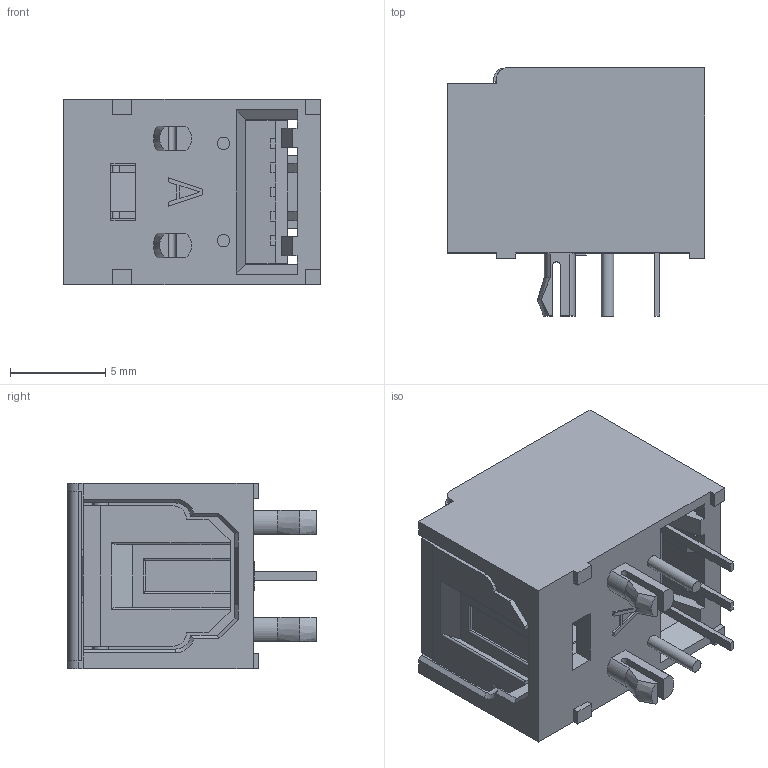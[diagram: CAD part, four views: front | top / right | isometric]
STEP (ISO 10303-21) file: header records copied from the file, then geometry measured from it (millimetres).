
FILE_DESCRIPTION(/* description */ (''),/* implementation_level */ '2;1');
FILE_NAME(/* name */ 'FCR684208T OTJ8.stp',/* time_stamp */ '2017-05-11T09:48:48+01:00',/* author */ ('tottley'),/* organization */ (''),/* preprocessor_version */ 'ST-DEVELOPER v16.1',/* originating_system */ 'Autodesk Inventor 2016',/* authorisation */ '');
FILE_SCHEMA (('AUTOMOTIVE_DESIGN { 1 0 10303 214 3 1 1 }'));
Length unit declared in the file: millimetre
Products named in the file (1): Part68
Bounding box: 13.5 x 13 x 9.7 mm (x, y, z)
Volume: 733 mm3; surface area: 1548.5 mm2
Topology: 1 solids, 3 shells, 355 faces, 1005 edges, 650 vertices
Faces by surface type: plane 303, cylinder 43, cone 8, bspline 1
Full cylindrical faces by diameter (mm): 0.65 x2, 0.7 x2, 0.8 x2, 1.1 x2, 1.3 x2, 1.9 x1, 2.52 x1, 5.95 x1
Entity records: 11349 total; most frequent: CARTESIAN_POINT 2049, ORIENTED_EDGE 1964, DIRECTION 1781, EDGE_CURVE 980, LINE 857, VECTOR 857, VERTEX_POINT 640, AXIS2_PLACEMENT_3D 462
